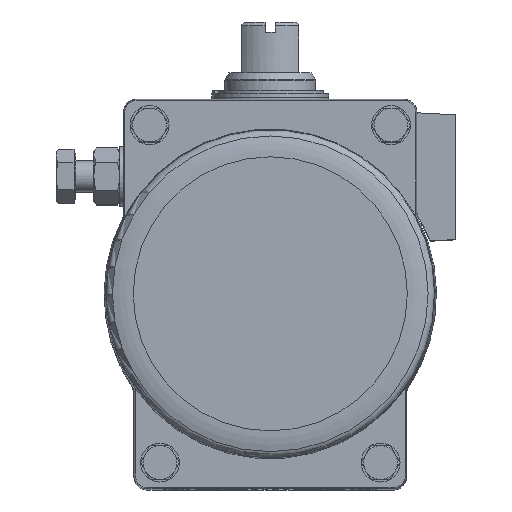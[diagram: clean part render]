
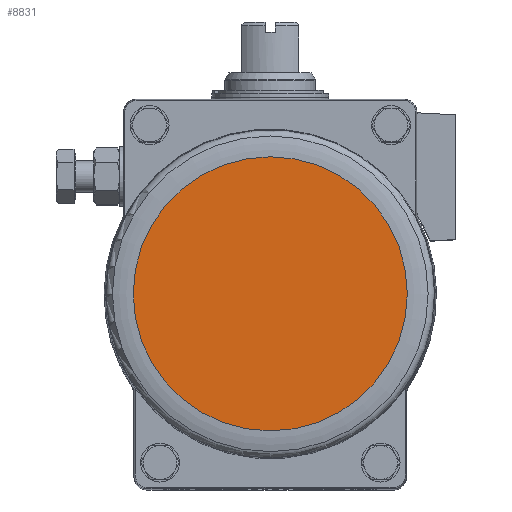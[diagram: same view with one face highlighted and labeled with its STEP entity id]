
A CAD part, top view. The second image highlights one B-rep face of the part: STEP entity #8831.
In plain terms, the highlighted planar face has unit normal (0, 0, 1).
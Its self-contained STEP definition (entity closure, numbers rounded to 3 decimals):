
#3078=ORIENTED_EDGE('',*,*,#4798,.T.);
#4798=EDGE_CURVE('',#5794,#5794,#6372,.T.);
#5794=VERTEX_POINT('',#14805);
#6372=CIRCLE('',#9764,52.8);
#7048=EDGE_LOOP('',(#3078));
#7861=FACE_BOUND('',#7048,.T.);
#8351=PLANE('',#9765);
#8831=ADVANCED_FACE('',(#7861),#8351,.F.);
#9764=AXIS2_PLACEMENT_3D('',#14804,#11799,#11800);
#9765=AXIS2_PLACEMENT_3D('',#14806,#11801,#11802);
#11799=DIRECTION('',(0.,0.,1.));
#11800=DIRECTION('',(1.,0.,0.));
#11801=DIRECTION('',(0.,0.,-1.));
#11802=DIRECTION('',(-1.,0.,0.));
#14804=CARTESIAN_POINT('',(0.,0.,174.75));
#14805=CARTESIAN_POINT('',(52.8,0.,174.75));
#14806=CARTESIAN_POINT('',(52.8,0.,174.75));
